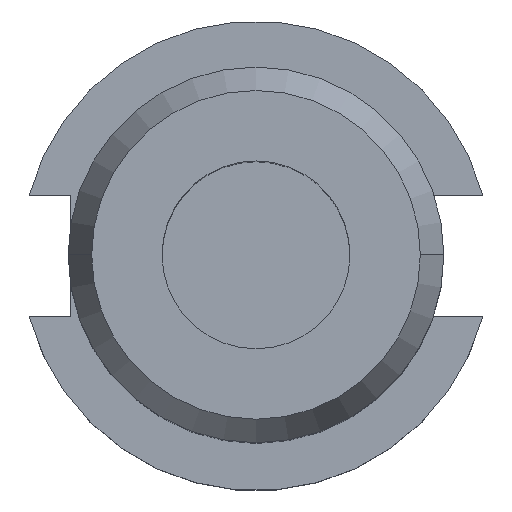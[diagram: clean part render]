
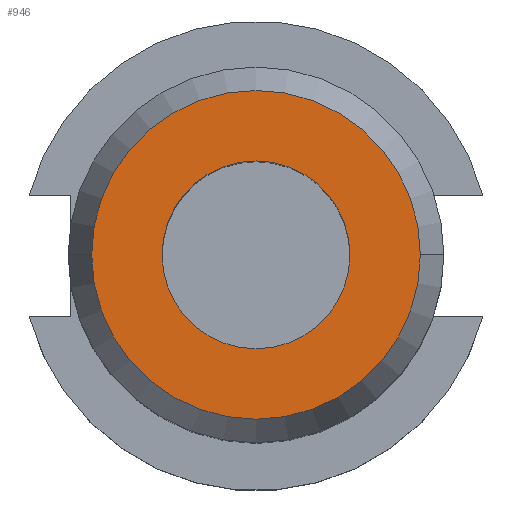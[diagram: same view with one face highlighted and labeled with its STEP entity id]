
A CAD part, top view. The second image highlights one B-rep face of the part: STEP entity #946.
In plain terms, the highlighted planar face has unit normal (0, 0, 1).
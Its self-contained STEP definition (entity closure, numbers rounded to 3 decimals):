
#41 = DIRECTION ( 'NONE',  ( 1., 0., 0. ) ) ;
#48 = CARTESIAN_POINT ( 'NONE',  ( 0., 0., 101.6 ) ) ;
#50 = AXIS2_PLACEMENT_3D ( 'NONE', #618, #740, #111 ) ;
#60 = FACE_BOUND ( 'NONE', #1294, .T. ) ;
#111 = DIRECTION ( 'NONE',  ( -1., 0., 0. ) ) ;
#176 = DIRECTION ( 'NONE',  ( 0., 0., 1. ) ) ;
#252 = DIRECTION ( 'NONE',  ( 0., 0., 1. ) ) ;
#271 = VERTEX_POINT ( 'NONE', #636 ) ;
#279 = CIRCLE ( 'NONE', #296, 12.7 ) ;
#296 = AXIS2_PLACEMENT_3D ( 'NONE', #854, #1627, #1259 ) ;
#315 = DIRECTION ( 'NONE',  ( 0., 0., -1. ) ) ;
#317 = EDGE_LOOP ( 'NONE', ( #1230, #713 ) ) ;
#354 = AXIS2_PLACEMENT_3D ( 'NONE', #48, #176, #41 ) ;
#399 = CARTESIAN_POINT ( 'NONE',  ( 0., 0., 101.6 ) ) ;
#618 = CARTESIAN_POINT ( 'NONE',  ( 0., 22.225, 101.6 ) ) ;
#636 = CARTESIAN_POINT ( 'NONE',  ( -12.7, 0., 101.6 ) ) ;
#664 = EDGE_CURVE ( 'NONE', #1550, #1366, #1004, .T. ) ;
#713 = ORIENTED_EDGE ( 'NONE', *, *, #1014, .T. ) ;
#740 = DIRECTION ( 'NONE',  ( 0., 0., -1. ) ) ;
#762 = DIRECTION ( 'NONE',  ( 1., 0., 0. ) ) ;
#796 = CIRCLE ( 'NONE', #876, 12.7 ) ;
#825 = CARTESIAN_POINT ( 'NONE',  ( 0., 0., 101.6 ) ) ;
#838 = VERTEX_POINT ( 'NONE', #1213 ) ;
#854 = CARTESIAN_POINT ( 'NONE',  ( 0., 0., 101.6 ) ) ;
#857 = CARTESIAN_POINT ( 'NONE',  ( 22.225, 0., 101.6 ) ) ;
#876 = AXIS2_PLACEMENT_3D ( 'NONE', #825, #315, #1582 ) ;
#878 = PLANE ( 'NONE',  #50 ) ;
#906 = EDGE_CURVE ( 'NONE', #271, #838, #279, .T. ) ;
#946 = ADVANCED_FACE ( 'NONE', ( #60, #964 ), #878, .F. ) ;
#964 = FACE_OUTER_BOUND ( 'NONE', #317, .T. ) ;
#1004 = CIRCLE ( 'NONE', #354, 22.225 ) ;
#1014 = EDGE_CURVE ( 'NONE', #1366, #1550, #1398, .T. ) ;
#1118 = ORIENTED_EDGE ( 'NONE', *, *, #906, .T. ) ;
#1213 = CARTESIAN_POINT ( 'NONE',  ( 12.7, 0., 101.6 ) ) ;
#1230 = ORIENTED_EDGE ( 'NONE', *, *, #664, .T. ) ;
#1256 = EDGE_CURVE ( 'NONE', #838, #271, #796, .T. ) ;
#1259 = DIRECTION ( 'NONE',  ( -1., 0., 0. ) ) ;
#1280 = CARTESIAN_POINT ( 'NONE',  ( -22.225, 0., 101.6 ) ) ;
#1294 = EDGE_LOOP ( 'NONE', ( #1118, #1515 ) ) ;
#1366 = VERTEX_POINT ( 'NONE', #857 ) ;
#1373 = AXIS2_PLACEMENT_3D ( 'NONE', #399, #252, #762 ) ;
#1398 = CIRCLE ( 'NONE', #1373, 22.225 ) ;
#1515 = ORIENTED_EDGE ( 'NONE', *, *, #1256, .T. ) ;
#1550 = VERTEX_POINT ( 'NONE', #1280 ) ;
#1582 = DIRECTION ( 'NONE',  ( -1., 0., 0. ) ) ;
#1627 = DIRECTION ( 'NONE',  ( 0., 0., -1. ) ) ;
